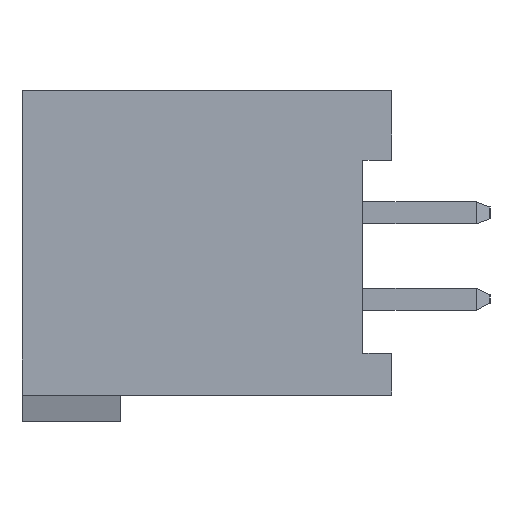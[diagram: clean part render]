
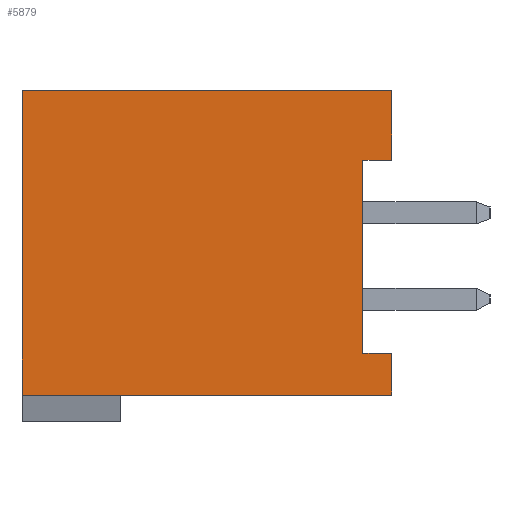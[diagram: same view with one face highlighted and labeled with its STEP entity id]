
A CAD part, left-side view. The second image highlights one B-rep face of the part: STEP entity #5879.
In plain terms, the highlighted planar face has unit normal (-1, 0, 0).
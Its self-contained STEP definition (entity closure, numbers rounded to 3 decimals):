
#709=DIRECTION('',(0.,0.,1.));
#710=VECTOR('',#709,2.05);
#711=CARTESIAN_POINT('',(-13.87,-5.45,2.825));
#712=LINE('',#711,#710);
#729=DIRECTION('',(0.,0.,1.));
#730=VECTOR('',#729,1.225);
#731=CARTESIAN_POINT('',(-13.87,-5.45,-4.1));
#732=LINE('',#731,#730);
#753=DIRECTION('',(0.,-1.,0.));
#754=VECTOR('',#753,10.9);
#755=CARTESIAN_POINT('',(-13.87,5.45,-4.1));
#756=LINE('',#755,#754);
#757=DIRECTION('',(0.,0.,1.));
#758=VECTOR('',#757,8.975);
#759=CARTESIAN_POINT('',(-13.87,5.45,-4.1));
#760=LINE('',#759,#758);
#761=DIRECTION('',(0.,1.,0.));
#762=VECTOR('',#761,0.85);
#763=CARTESIAN_POINT('',(-13.87,-5.45,2.825));
#764=LINE('',#763,#762);
#765=DIRECTION('',(0.,0.,1.));
#766=VECTOR('',#765,5.7);
#767=CARTESIAN_POINT('',(-13.87,-4.6,-2.875));
#768=LINE('',#767,#766);
#769=DIRECTION('',(0.,1.,0.));
#770=VECTOR('',#769,0.85);
#771=CARTESIAN_POINT('',(-13.87,-5.45,-2.875));
#772=LINE('',#771,#770);
#777=DIRECTION('',(0.,-1.,0.));
#778=VECTOR('',#777,10.9);
#779=CARTESIAN_POINT('',(-13.87,5.45,4.875));
#780=LINE('',#779,#778);
#3865=CARTESIAN_POINT('',(-13.87,5.45,4.875));
#3866=CARTESIAN_POINT('',(-13.87,-5.45,4.875));
#3867=VERTEX_POINT('',#3865);
#3868=VERTEX_POINT('',#3866);
#3885=CARTESIAN_POINT('',(-13.87,-5.45,-2.875));
#3886=CARTESIAN_POINT('',(-13.87,-4.6,-2.875));
#3887=VERTEX_POINT('',#3885);
#3888=VERTEX_POINT('',#3886);
#3889=CARTESIAN_POINT('',(-13.87,-4.6,2.825));
#3890=VERTEX_POINT('',#3889);
#3891=CARTESIAN_POINT('',(-13.87,-5.45,2.825));
#3892=VERTEX_POINT('',#3891);
#3979=CARTESIAN_POINT('',(-13.87,5.45,-4.1));
#3980=CARTESIAN_POINT('',(-13.87,-5.45,-4.1));
#3981=VERTEX_POINT('',#3979);
#3982=VERTEX_POINT('',#3980);
#5862=CARTESIAN_POINT('',(-13.87,5.45,-4.875));
#5863=DIRECTION('',(-1.,0.,0.));
#5864=DIRECTION('',(0.,-1.,0.));
#5865=AXIS2_PLACEMENT_3D('',#5862,#5863,#5864);
#5866=PLANE('',#5865);
#5867=ORIENTED_EDGE('',*,*,#5247,.F.);
#5868=ORIENTED_EDGE('',*,*,#5135,.T.);
#5870=ORIENTED_EDGE('',*,*,#5869,.T.);
#5871=ORIENTED_EDGE('',*,*,#5814,.F.);
#5872=ORIENTED_EDGE('',*,*,#5515,.T.);
#5873=ORIENTED_EDGE('',*,*,#5556,.F.);
#5875=ORIENTED_EDGE('',*,*,#5874,.F.);
#5876=ORIENTED_EDGE('',*,*,#5841,.F.);
#5877=EDGE_LOOP('',(#5867,#5868,#5870,#5871,#5872,#5873,#5875,#5876));
#5878=FACE_OUTER_BOUND('',#5877,.F.);
#5879=ADVANCED_FACE('',(#5878),#5866,.T.);
#5135=EDGE_CURVE('',#3981,#3867,#760,.T.);
#5247=EDGE_CURVE('',#3981,#3982,#756,.T.);
#5515=EDGE_CURVE('',#3892,#3890,#764,.T.);
#5556=EDGE_CURVE('',#3888,#3890,#768,.T.);
#5814=EDGE_CURVE('',#3892,#3868,#712,.T.);
#5841=EDGE_CURVE('',#3982,#3887,#732,.T.);
#5869=EDGE_CURVE('',#3867,#3868,#780,.T.);
#5874=EDGE_CURVE('',#3887,#3888,#772,.T.);
